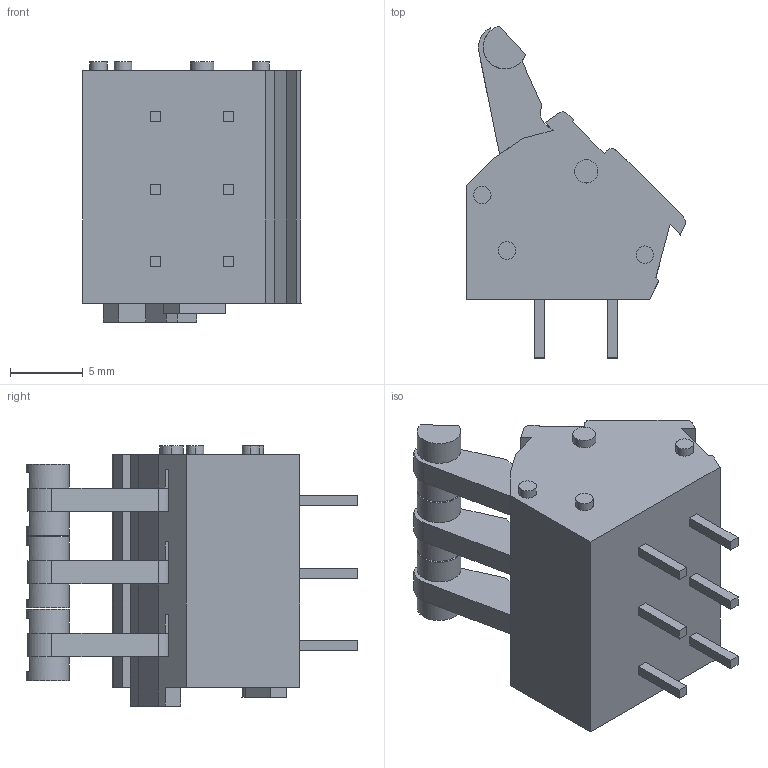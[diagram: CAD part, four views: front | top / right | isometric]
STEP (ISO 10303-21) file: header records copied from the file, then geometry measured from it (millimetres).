
FILE_DESCRIPTION (( 'STEP AP214' ), '1' );
FILE_NAME ('User Library-256-403.STEP', '2019-12-08T17:54:08', ( '' ), ( '' ), 'SwSTEP 2.0', 'SolidWorks 2019', '' );
FILE_SCHEMA (( 'AUTOMOTIVE_DESIGN' ));
Length unit declared in the file: millimetre
Products named in the file (1): User Library-256-403
Bounding box: 15.03 x 22.81 x 17.9 mm (x, y, z)
Volume: 2286.3 mm3; surface area: 1673.5 mm2
Topology: 1 solids, 1 shells, 206 faces, 560 edges, 367 vertices
Faces by surface type: plane 167, cylinder 33, cone 6
Entity records: 8800 total; most frequent: CARTESIAN_POINT 1242, ORIENTED_EDGE 1120, DIRECTION 1058, EDGE_CURVE 560, LINE 440, VECTOR 440, VERTEX_POINT 367, AXIS2_PLACEMENT_3D 309
